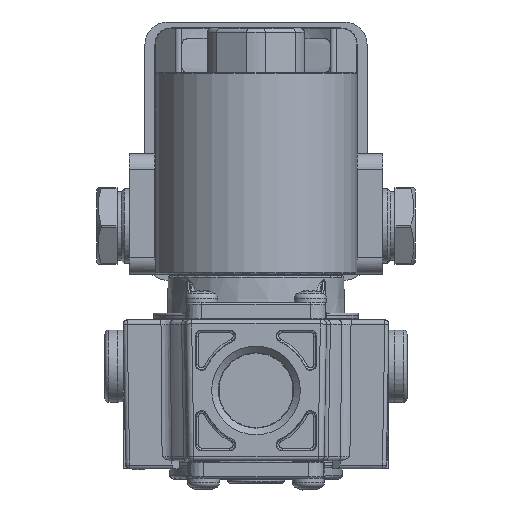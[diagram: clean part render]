
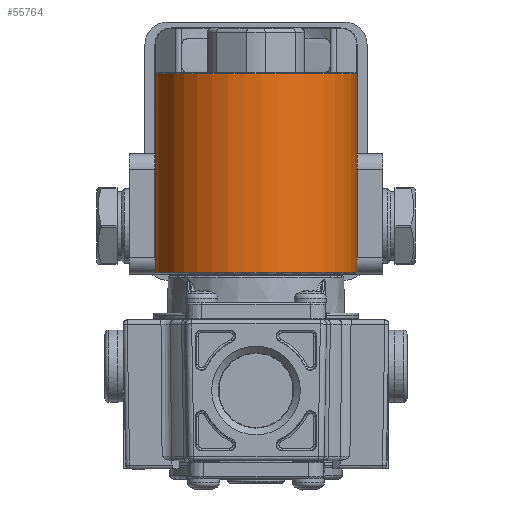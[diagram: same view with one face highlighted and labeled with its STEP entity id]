
A CAD part, left-side view. The second image highlights one B-rep face of the part: STEP entity #55764.
In plain terms, the highlighted cylindrical face has radius 25 mm (diameter 50 mm), a partial arc.
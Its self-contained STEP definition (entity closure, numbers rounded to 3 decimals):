
#7059=LINE('',#154230,#9735);
#7064=LINE('',#154243,#9740);
#9735=VECTOR('',#74974,49.4);
#9740=VECTOR('',#74985,49.4);
#10409=CYLINDRICAL_SURFACE('',#61301,25.);
#15230=FACE_OUTER_BOUND('',#19154,.T.);
#19154=EDGE_LOOP('',(#51890,#51891,#51892,#51893,#51894,#51895));
#22104=CIRCLE('',#61302,25.);
#22105=CIRCLE('',#61303,25.);
#22106=CIRCLE('',#61304,25.);
#22107=CIRCLE('',#61305,25.);
#27107=VERTEX_POINT('',#153838);
#27108=VERTEX_POINT('',#153839);
#27111=VERTEX_POINT('',#153847);
#27112=VERTEX_POINT('',#153848);
#27149=VERTEX_POINT('',#154265);
#27150=VERTEX_POINT('',#154268);
#35384=EDGE_CURVE('',#27112,#27107,#7059,.T.);
#35391=EDGE_CURVE('',#27108,#27111,#7064,.T.);
#35402=EDGE_CURVE('',#27149,#27107,#22104,.T.);
#35403=EDGE_CURVE('',#27108,#27149,#22105,.T.);
#35404=EDGE_CURVE('',#27150,#27111,#22106,.T.);
#35405=EDGE_CURVE('',#27112,#27150,#22107,.T.);
#51890=ORIENTED_EDGE('',*,*,#35384,.T.);
#51891=ORIENTED_EDGE('',*,*,#35402,.F.);
#51892=ORIENTED_EDGE('',*,*,#35403,.F.);
#51893=ORIENTED_EDGE('',*,*,#35391,.T.);
#51894=ORIENTED_EDGE('',*,*,#35404,.F.);
#51895=ORIENTED_EDGE('',*,*,#35405,.F.);
#55764=ADVANCED_FACE('',(#15230),#10409,.T.);
#61301=AXIS2_PLACEMENT_3D('',#154264,#75018,#75019);
#61302=AXIS2_PLACEMENT_3D('',#154266,#75020,#75021);
#61303=AXIS2_PLACEMENT_3D('',#154267,#75022,#75023);
#61304=AXIS2_PLACEMENT_3D('',#154269,#75024,#75025);
#61305=AXIS2_PLACEMENT_3D('',#154270,#75026,#75027);
#74974=DIRECTION('',(0.,0.,1.));
#74985=DIRECTION('',(0.,0.,-1.));
#75018=DIRECTION('center_axis',(0.,0.,
-1.));
#75019=DIRECTION('ref_axis',(0.,-1.,0.));
#75020=DIRECTION('center_axis',(0.,0.,
1.));
#75021=DIRECTION('ref_axis',(0.,1.,0.));
#75022=DIRECTION('center_axis',(0.,0.,
1.));
#75023=DIRECTION('ref_axis',(0.,1.,0.));
#75024=DIRECTION('center_axis',(0.,0.,
-1.));
#75025=DIRECTION('ref_axis',(0.,1.,0.));
#75026=DIRECTION('center_axis',(0.,0.,
-1.));
#75027=DIRECTION('ref_axis',(0.,1.,0.));
#153838=CARTESIAN_POINT('',(16.807,-18.507,78.6));
#153839=CARTESIAN_POINT('',(16.807,18.507,78.6));
#153847=CARTESIAN_POINT('',(16.807,18.507,29.2));
#153848=CARTESIAN_POINT('',(16.807,-18.507,29.2));
#154230=CARTESIAN_POINT('',(16.807,-18.507,53.9));
#154243=CARTESIAN_POINT('',(16.807,18.507,53.9));
#154264=CARTESIAN_POINT('Origin',(0.,0.,
53.9));
#154265=CARTESIAN_POINT('',(0.,-25.,78.6));
#154266=CARTESIAN_POINT('Origin',(0.,0.,
78.6));
#154267=CARTESIAN_POINT('Origin',(0.,0.,
78.6));
#154268=CARTESIAN_POINT('',(0.,-25.,29.2));
#154269=CARTESIAN_POINT('Origin',(0.,0.,
29.2));
#154270=CARTESIAN_POINT('Origin',(0.,0.,
29.2));
